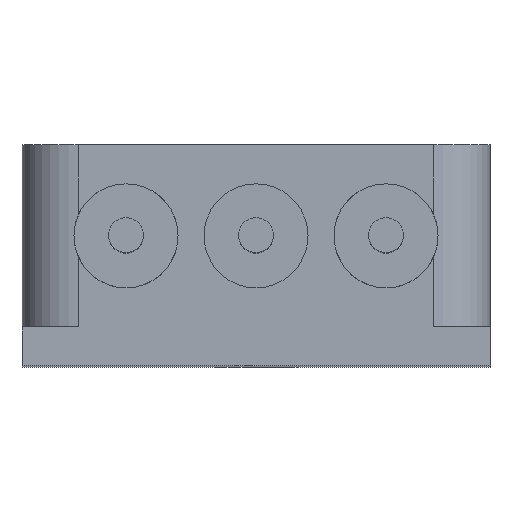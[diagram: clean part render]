
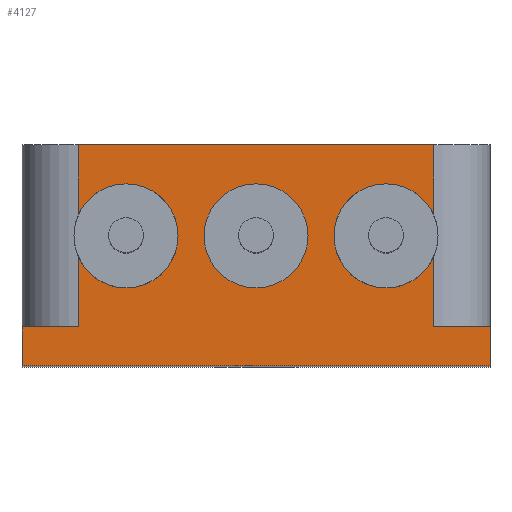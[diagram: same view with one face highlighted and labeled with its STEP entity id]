
A CAD part, top view. The second image highlights one B-rep face of the part: STEP entity #4127.
In plain terms, the highlighted planar face has unit normal (0, 0, 1).
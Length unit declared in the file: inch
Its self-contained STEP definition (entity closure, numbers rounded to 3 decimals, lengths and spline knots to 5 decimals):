
#34 = AXIS2_PLACEMENT_3D ( 'NONE', #2744, #7209, #4697 ) ;
#152 = LINE ( 'NONE', #5964, #3878 ) ;
#222 = AXIS2_PLACEMENT_3D ( 'NONE', #4348, #4311, #5030 ) ;
#331 = VECTOR ( 'NONE', #2579, 39.37008 ) ;
#333 = DIRECTION ( 'NONE',  ( 0., -1., 0. ) ) ;
#355 = ORIENTED_EDGE ( 'NONE', *, *, #1152, .F. ) ;
#393 = DIRECTION ( 'NONE',  ( 1., 0., 0. ) ) ;
#462 = LINE ( 'NONE', #2237, #2433 ) ;
#680 = AXIS2_PLACEMENT_3D ( 'NONE', #5963, #3238, #2446 ) ;
#690 = CARTESIAN_POINT ( 'NONE',  ( 0.27, 0.045, 0.3975 ) ) ;
#720 = EDGE_CURVE ( 'NONE', #7586, #4926, #462, .T. ) ;
#723 = VECTOR ( 'NONE', #8583, 39.37008 ) ;
#777 = VERTEX_POINT ( 'NONE', #7540 ) ;
#880 = ORIENTED_EDGE ( 'NONE', *, *, #4420, .F. ) ;
#881 = ORIENTED_EDGE ( 'NONE', *, *, #9221, .T. ) ;
#948 = VERTEX_POINT ( 'NONE', #1326 ) ;
#993 = CARTESIAN_POINT ( 'NONE',  ( -0.205, 0.045, 0.3975 ) ) ;
#1071 = ORIENTED_EDGE ( 'NONE', *, *, #720, .F. ) ;
#1152 = EDGE_CURVE ( 'NONE', #5719, #7217, #6146, .T. ) ;
#1296 = CARTESIAN_POINT ( 'NONE',  ( -0.27, 0., 0.3975 ) ) ;
#1326 = CARTESIAN_POINT ( 'NONE',  ( 0.205, 0.12602, 0.3975 ) ) ;
#1339 = EDGE_LOOP ( 'NONE', ( #5290, #8139 ) ) ;
#1345 = EDGE_LOOP ( 'NONE', ( #4806, #2688, #8956, #7602, #5906, #5844, #2600, #355, #8675, #881, #880, #1071, #7341, #2872 ) ) ;
#1384 = CARTESIAN_POINT ( 'NONE',  ( -0.205, 0.255, 0.3975 ) ) ;
#1523 = CIRCLE ( 'NONE', #8043, 0.06 ) ;
#1686 = DIRECTION ( 'NONE',  ( 1., 0., 0. ) ) ;
#1841 = CARTESIAN_POINT ( 'NONE',  ( 0.15, 0.15, 0.3975 ) ) ;
#1912 = CARTESIAN_POINT ( 'NONE',  ( -0.205, 0.255, 0.3975 ) ) ;
#2059 = DIRECTION ( 'NONE',  ( 0., -1., 0. ) ) ;
#2073 = EDGE_CURVE ( 'NONE', #777, #2249, #4505, .T. ) ;
#2237 = CARTESIAN_POINT ( 'NONE',  ( -0.27, 0.045, 0.3975 ) ) ;
#2249 = VERTEX_POINT ( 'NONE', #9032 ) ;
#2296 = VERTEX_POINT ( 'NONE', #4056 ) ;
#2433 = VECTOR ( 'NONE', #8154, 39.37008 ) ;
#2446 = DIRECTION ( 'NONE',  ( 1., 0., 0. ) ) ;
#2447 = VERTEX_POINT ( 'NONE', #7494 ) ;
#2462 = EDGE_CURVE ( 'NONE', #2249, #777, #1523, .T. ) ;
#2546 = CARTESIAN_POINT ( 'NONE',  ( -0.205, 0.12602, 0.3975 ) ) ;
#2560 = EDGE_CURVE ( 'NONE', #2821, #3456, #7771, .T. ) ;
#2579 = DIRECTION ( 'NONE',  ( 0., -1., 0. ) ) ;
#2600 = ORIENTED_EDGE ( 'NONE', *, *, #6492, .T. ) ;
#2659 = VERTEX_POINT ( 'NONE', #2546 ) ;
#2677 = CARTESIAN_POINT ( 'NONE',  ( -0.09, 0.15, 0.3975 ) ) ;
#2688 = ORIENTED_EDGE ( 'NONE', *, *, #2716, .F. ) ;
#2700 = EDGE_CURVE ( 'NONE', #2296, #948, #5682, .T. ) ;
#2716 = EDGE_CURVE ( 'NONE', #3456, #3508, #7760, .T. ) ;
#2744 = CARTESIAN_POINT ( 'NONE',  ( -0.15, 0.15, 0.3975 ) ) ;
#2821 = VERTEX_POINT ( 'NONE', #1912 ) ;
#2872 = ORIENTED_EDGE ( 'NONE', *, *, #2700, .F. ) ;
#3238 = DIRECTION ( 'NONE',  ( 0., 0., 1. ) ) ;
#3393 = EDGE_CURVE ( 'NONE', #5719, #6989, #4734, .T. ) ;
#3456 = VERTEX_POINT ( 'NONE', #7856 ) ;
#3508 = VERTEX_POINT ( 'NONE', #6393 ) ;
#3515 = AXIS2_PLACEMENT_3D ( 'NONE', #5888, #8111, #7462 ) ;
#3528 = VERTEX_POINT ( 'NONE', #8104 ) ;
#3557 = CARTESIAN_POINT ( 'NONE',  ( -0.27, 0.045, 0.3975 ) ) ;
#3582 = CARTESIAN_POINT ( 'NONE',  ( -0.27, 0., 0.3975 ) ) ;
#3595 = LINE ( 'NONE', #4965, #8802 ) ;
#3810 = VECTOR ( 'NONE', #333, 39.37008 ) ;
#3878 = VECTOR ( 'NONE', #7446, 39.37008 ) ;
#4047 = DIRECTION ( 'NONE',  ( 1., 0., 0. ) ) ;
#4056 = CARTESIAN_POINT ( 'NONE',  ( 0.09, 0.15, 0.3975 ) ) ;
#4127 = ADVANCED_FACE ( 'NONE', ( #8430, #8903 ), #5282, .F. ) ;
#4224 = CARTESIAN_POINT ( 'NONE',  ( -0.205, 0.255, 0.3975 ) ) ;
#4296 = VECTOR ( 'NONE', #393, 39.37008 ) ;
#4311 = DIRECTION ( 'NONE',  ( 0., 0., 1. ) ) ;
#4348 = CARTESIAN_POINT ( 'NONE',  ( 0.15, 0.15, 0.3975 ) ) ;
#4420 = EDGE_CURVE ( 'NONE', #4926, #2447, #3595, .T. ) ;
#4471 = CARTESIAN_POINT ( 'NONE',  ( 0., 0.15, 0.3975 ) ) ;
#4505 = CIRCLE ( 'NONE', #3515, 0.06 ) ;
#4697 = DIRECTION ( 'NONE',  ( 1., 0., 0. ) ) ;
#4734 = LINE ( 'NONE', #3557, #9628 ) ;
#4742 = EDGE_CURVE ( 'NONE', #9465, #3528, #9497, .T. ) ;
#4806 = ORIENTED_EDGE ( 'NONE', *, *, #6970, .F. ) ;
#4814 = CIRCLE ( 'NONE', #222, 0.06 ) ;
#4862 = EDGE_CURVE ( 'NONE', #948, #7586, #6716, .T. ) ;
#4870 = AXIS2_PLACEMENT_3D ( 'NONE', #1841, #8477, #4047 ) ;
#4926 = VERTEX_POINT ( 'NONE', #690 ) ;
#4965 = CARTESIAN_POINT ( 'NONE',  ( 0.27, 0.045, 0.3975 ) ) ;
#5030 = DIRECTION ( 'NONE',  ( 1., 0., 0. ) ) ;
#5038 = DIRECTION ( 'NONE',  ( -1., 0., 0. ) ) ;
#5282 = PLANE ( 'NONE',  #8795 ) ;
#5288 = DIRECTION ( 'NONE',  ( 1., 0., 0. ) ) ;
#5290 = ORIENTED_EDGE ( 'NONE', *, *, #2073, .F. ) ;
#5344 = DIRECTION ( 'NONE',  ( 0., -1., 0. ) ) ;
#5682 = CIRCLE ( 'NONE', #4870, 0.06 ) ;
#5719 = VERTEX_POINT ( 'NONE', #6804 ) ;
#5844 = ORIENTED_EDGE ( 'NONE', *, *, #7584, .F. ) ;
#5888 = CARTESIAN_POINT ( 'NONE',  ( 0., 0.15, 0.3975 ) ) ;
#5906 = ORIENTED_EDGE ( 'NONE', *, *, #4742, .F. ) ;
#5963 = CARTESIAN_POINT ( 'NONE',  ( -0.15, 0.15, 0.3975 ) ) ;
#5964 = CARTESIAN_POINT ( 'NONE',  ( -0.205, 0.255, 0.3975 ) ) ;
#5972 = CIRCLE ( 'NONE', #34, 0.06 ) ;
#6146 = LINE ( 'NONE', #9309, #4296 ) ;
#6393 = CARTESIAN_POINT ( 'NONE',  ( 0.205, 0.17398, 0.3975 ) ) ;
#6492 = EDGE_CURVE ( 'NONE', #2659, #7217, #8585, .T. ) ;
#6716 = LINE ( 'NONE', #9226, #3810 ) ;
#6804 = CARTESIAN_POINT ( 'NONE',  ( -0.27, 0.045, 0.3975 ) ) ;
#6873 = VECTOR ( 'NONE', #5288, 39.37008 ) ;
#6962 = CARTESIAN_POINT ( 'NONE',  ( 0.205, 0.255, 0.3975 ) ) ;
#6969 = CARTESIAN_POINT ( 'NONE',  ( 0.205, 0.045, 0.3975 ) ) ;
#6970 = EDGE_CURVE ( 'NONE', #3508, #2296, #4814, .T. ) ;
#6989 = VERTEX_POINT ( 'NONE', #1296 ) ;
#7209 = DIRECTION ( 'NONE',  ( 0., 0., 1. ) ) ;
#7217 = VERTEX_POINT ( 'NONE', #993 ) ;
#7341 = ORIENTED_EDGE ( 'NONE', *, *, #4862, .F. ) ;
#7446 = DIRECTION ( 'NONE',  ( 0., -1., 0. ) ) ;
#7462 = DIRECTION ( 'NONE',  ( -1., 0., 0. ) ) ;
#7494 = CARTESIAN_POINT ( 'NONE',  ( 0.27, 0., 0.3975 ) ) ;
#7537 = DIRECTION ( 'NONE',  ( 0., 0., -1. ) ) ;
#7540 = CARTESIAN_POINT ( 'NONE',  ( -0.06, 0.15, 0.3975 ) ) ;
#7584 = EDGE_CURVE ( 'NONE', #2659, #9465, #5972, .T. ) ;
#7586 = VERTEX_POINT ( 'NONE', #6969 ) ;
#7602 = ORIENTED_EDGE ( 'NONE', *, *, #7838, .T. ) ;
#7760 = LINE ( 'NONE', #6962, #331 ) ;
#7771 = LINE ( 'NONE', #1384, #8463 ) ;
#7838 = EDGE_CURVE ( 'NONE', #2821, #3528, #152, .T. ) ;
#7856 = CARTESIAN_POINT ( 'NONE',  ( 0.205, 0.255, 0.3975 ) ) ;
#8043 = AXIS2_PLACEMENT_3D ( 'NONE', #4471, #8758, #5038 ) ;
#8104 = CARTESIAN_POINT ( 'NONE',  ( -0.205, 0.17398, 0.3975 ) ) ;
#8111 = DIRECTION ( 'NONE',  ( 0., 0., 1. ) ) ;
#8139 = ORIENTED_EDGE ( 'NONE', *, *, #2462, .F. ) ;
#8154 = DIRECTION ( 'NONE',  ( 1., 0., 0. ) ) ;
#8430 = FACE_OUTER_BOUND ( 'NONE', #1345, .T. ) ;
#8463 = VECTOR ( 'NONE', #1686, 39.37008 ) ;
#8477 = DIRECTION ( 'NONE',  ( 0., 0., 1. ) ) ;
#8583 = DIRECTION ( 'NONE',  ( 0., -1., 0. ) ) ;
#8585 = LINE ( 'NONE', #4224, #723 ) ;
#8611 = DIRECTION ( 'NONE',  ( 0., -1., 0. ) ) ;
#8675 = ORIENTED_EDGE ( 'NONE', *, *, #3393, .T. ) ;
#8758 = DIRECTION ( 'NONE',  ( 0., 0., 1. ) ) ;
#8795 = AXIS2_PLACEMENT_3D ( 'NONE', #9021, #7537, #5344 ) ;
#8802 = VECTOR ( 'NONE', #8611, 39.37008 ) ;
#8842 = LINE ( 'NONE', #3582, #6873 ) ;
#8903 = FACE_BOUND ( 'NONE', #1339, .T. ) ;
#8956 = ORIENTED_EDGE ( 'NONE', *, *, #2560, .F. ) ;
#9021 = CARTESIAN_POINT ( 'NONE',  ( -0.27, 0.045, 0.3975 ) ) ;
#9032 = CARTESIAN_POINT ( 'NONE',  ( 0.06, 0.15, 0.3975 ) ) ;
#9221 = EDGE_CURVE ( 'NONE', #6989, #2447, #8842, .T. ) ;
#9226 = CARTESIAN_POINT ( 'NONE',  ( 0.205, 0.255, 0.3975 ) ) ;
#9309 = CARTESIAN_POINT ( 'NONE',  ( -0.27, 0.045, 0.3975 ) ) ;
#9465 = VERTEX_POINT ( 'NONE', #2677 ) ;
#9497 = CIRCLE ( 'NONE', #680, 0.06 ) ;
#9628 = VECTOR ( 'NONE', #2059, 39.37008 ) ;
